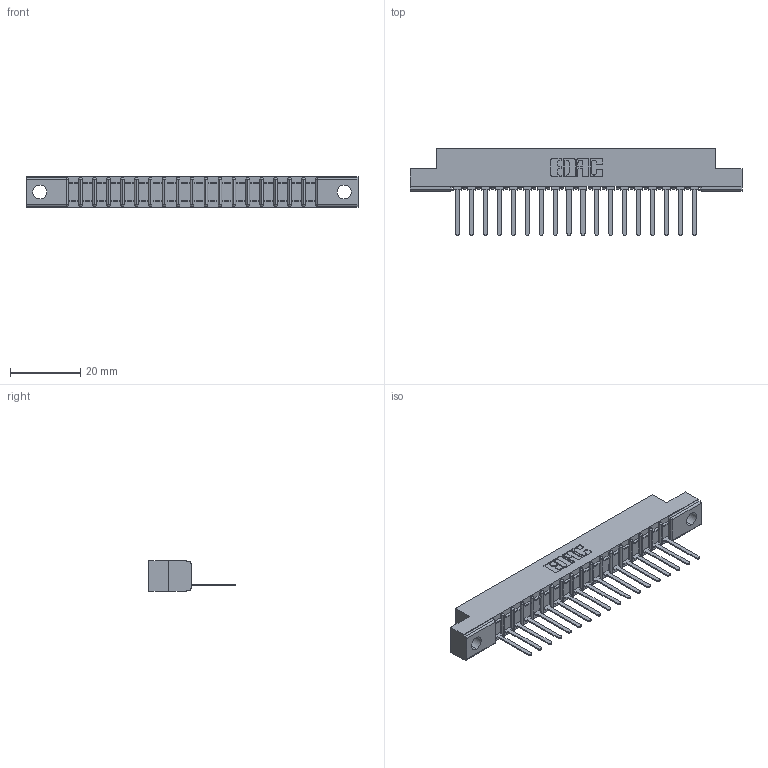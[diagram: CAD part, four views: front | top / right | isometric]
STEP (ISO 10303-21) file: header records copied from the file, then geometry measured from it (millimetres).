
FILE_DESCRIPTION (( 'STEP AP203' ), '1' );
FILE_NAME ('307-018-541-104.STEP', '2018-08-03T22:56:38', ( '' ), ( '' ), 'SwSTEP 2.0', 'SolidWorks 2016', '' );
FILE_SCHEMA (( 'CONFIG_CONTROL_DESIGN' ));
Length unit declared in the file: inch
Products named in the file (3): 307 Part_.156 Dia Mounting Holes; 307-290-002_541; 307-018-541-104
Assembly tree (19 placements, depth 2):
  307-018-541-104
    307 Part_.156 Dia Mounting Holes
    307-290-002_541  x18
Bounding box: 94.34 x 24.59 x 8.71 mm (x, y, z)
Volume: 6170.6 mm3; surface area: 11198.4 mm2
Topology: 19 solids, 19 shells, 1483 faces, 4535 edges, 2970 vertices
Faces by surface type: plane 894, cylinder 551, sphere 38
Entity records: 19526 total; most frequent: CARTESIAN_POINT 3294, ORIENTED_EDGE 3282, DIRECTION 3203, EDGE_CURVE 1641, LINE 1253, VECTOR 1253, VERTEX_POINT 1066, AXIS2_PLACEMENT_3D 975
